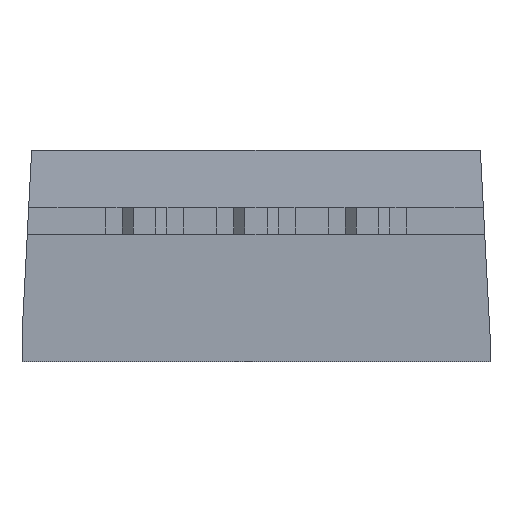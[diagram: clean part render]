
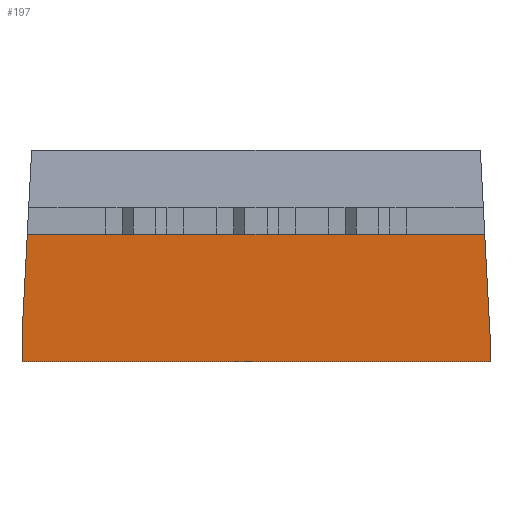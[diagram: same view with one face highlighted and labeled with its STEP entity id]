
A CAD part, front view. The second image highlights one B-rep face of the part: STEP entity #197.
In plain terms, the highlighted planar face has unit normal (0, -0.999, -0.052).
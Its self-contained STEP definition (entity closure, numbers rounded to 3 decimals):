
#197=ADVANCED_FACE('',(#397),#398,.T.);
#397=FACE_OUTER_BOUND('',#595,.T.);
#398=PLANE('',#596);
#595=EDGE_LOOP('',(#1119,#1120,#1121,#1122,#1123,#1124,#1125,#1126,#1127,#1128,#1129,#1130));
#596=AXIS2_PLACEMENT_3D('',#1131,#1132,#1133);
#1119=ORIENTED_EDGE('',*,*,#1418,.T.);
#1120=ORIENTED_EDGE('',*,*,#1302,.F.);
#1121=ORIENTED_EDGE('',*,*,#1298,.F.);
#1122=ORIENTED_EDGE('',*,*,#1308,.F.);
#1123=ORIENTED_EDGE('',*,*,#1354,.F.);
#1124=ORIENTED_EDGE('',*,*,#1360,.F.);
#1125=ORIENTED_EDGE('',*,*,#1406,.F.);
#1126=ORIENTED_EDGE('',*,*,#1412,.F.);
#1127=ORIENTED_EDGE('',*,*,#1425,.T.);
#1128=ORIENTED_EDGE('',*,*,#1426,.T.);
#1129=ORIENTED_EDGE('',*,*,#1427,.T.);
#1130=ORIENTED_EDGE('',*,*,#1421,.T.);
#1131=CARTESIAN_POINT('',(-5.335,0.076,-2.066));
#1132=DIRECTION('',(0.,-0.999,-0.052));
#1133=DIRECTION('',(0.0,0.052,-0.999));
#1298=EDGE_CURVE('',#1507,#1570,#1576,.T.);
#1302=EDGE_CURVE('',#1570,#1580,#1581,.T.);
#1308=EDGE_CURVE('',#1588,#1507,#1590,.T.);
#1354=EDGE_CURVE('',#1592,#1588,#1658,.T.);
#1360=EDGE_CURVE('',#1664,#1592,#1666,.T.);
#1406=EDGE_CURVE('',#1668,#1664,#1734,.T.);
#1412=EDGE_CURVE('',#1740,#1668,#1742,.T.);
#1418=EDGE_CURVE('',#1752,#1580,#1753,.T.);
#1421=EDGE_CURVE('',#1756,#1752,#1757,.T.);
#1425=EDGE_CURVE('',#1740,#1762,#1763,.T.);
#1426=EDGE_CURVE('',#1762,#1764,#1765,.T.);
#1427=EDGE_CURVE('',#1764,#1756,#1766,.T.);
#1507=VERTEX_POINT('',#1876);
#1570=VERTEX_POINT('',#1970);
#1576=LINE('',#1979,#1980);
#1580=VERTEX_POINT('',#1985);
#1581=LINE('',#1986,#1987);
#1588=VERTEX_POINT('',#1997);
#1590=LINE('',#2000,#2001);
#1592=VERTEX_POINT('',#2003);
#1658=LINE('',#2102,#2103);
#1664=VERTEX_POINT('',#2111);
#1666=LINE('',#2114,#2115);
#1668=VERTEX_POINT('',#2117);
#1734=LINE('',#2216,#2217);
#1740=VERTEX_POINT('',#2225);
#1742=LINE('',#2228,#2229);
#1752=VERTEX_POINT('',#2243);
#1753=LINE('',#2244,#2245);
#1756=VERTEX_POINT('',#2249);
#1757=LINE('',#2250,#2251);
#1762=VERTEX_POINT('',#2258);
#1763=LINE('',#2259,#2260);
#1764=VERTEX_POINT('',#2261);
#1765=LINE('',#2262,#2263);
#1766=LINE('',#2264,#2265);
#1876=CARTESIAN_POINT('',(1.65,0.0,-0.61));
#1970=CARTESIAN_POINT('',(3.43,0.,-0.61));
#1979=CARTESIAN_POINT('',(-5.335,0.0,-0.61));
#1980=VECTOR('',#2373,1.0);
#1985=CARTESIAN_POINT('',(5.215,0.0,-0.61));
#1986=CARTESIAN_POINT('',(-5.335,0.0,-0.61));
#1987=VECTOR('',#2375,1.0);
#1997=CARTESIAN_POINT('',(0.89,0.,-0.61));
#2000=CARTESIAN_POINT('',(-5.335,0.0,-0.61));
#2001=VECTOR('',#2380,1.0);
#2003=CARTESIAN_POINT('',(-0.89,0.0,-0.61));
#2102=CARTESIAN_POINT('',(-5.335,0.0,-0.61));
#2103=VECTOR('',#2414,1.0);
#2111=CARTESIAN_POINT('',(-1.65,0.,-0.61));
#2114=CARTESIAN_POINT('',(-5.335,0.0,-0.61));
#2115=VECTOR('',#2418,1.0);
#2117=CARTESIAN_POINT('',(-3.43,0.0,-0.61));
#2216=CARTESIAN_POINT('',(-5.335,0.0,-0.61));
#2217=VECTOR('',#2452,1.0);
#2225=CARTESIAN_POINT('',(-5.215,0.0,-0.61));
#2228=CARTESIAN_POINT('',(-5.335,0.0,-0.61));
#2229=VECTOR('',#2456,1.0);
#2243=CARTESIAN_POINT('',(5.335,0.12,-2.9));
#2244=CARTESIAN_POINT('',(5.177,-0.038,0.117));
#2245=VECTOR('',#2461,1.0);
#2249=CARTESIAN_POINT('',(5.335,0.153,-3.522));
#2250=CARTESIAN_POINT('',(5.335,0.0,-0.61));
#2251=VECTOR('',#2463,1.0);
#2258=CARTESIAN_POINT('',(-5.335,0.12,-2.9));
#2259=CARTESIAN_POINT('',(-5.191,-0.024,-0.161));
#2260=VECTOR('',#2466,1.0);
#2261=CARTESIAN_POINT('',(-5.335,0.153,-3.522));
#2262=CARTESIAN_POINT('',(-5.335,0.0,-0.61));
#2263=VECTOR('',#2467,1.0);
#2264=CARTESIAN_POINT('',(-5.335,0.153,-3.522));
#2265=VECTOR('',#2468,1.0);
#2373=DIRECTION('',(1.0,0.0,0.));
#2375=DIRECTION('',(1.0,0.0,0.));
#2380=DIRECTION('',(1.0,0.0,0.));
#2414=DIRECTION('',(1.0,0.0,0.));
#2418=DIRECTION('',(1.0,0.0,0.));
#2452=DIRECTION('',(1.0,0.0,0.));
#2456=DIRECTION('',(1.0,0.0,0.));
#2461=DIRECTION('',(-0.052,-0.052,0.997));
#2463=DIRECTION('',(0.,-0.052,0.999));
#2466=DIRECTION('',(-0.052,0.052,-0.997));
#2467=DIRECTION('',(0.,0.052,-0.999));
#2468=DIRECTION('',(1.0,0.0,0.));
